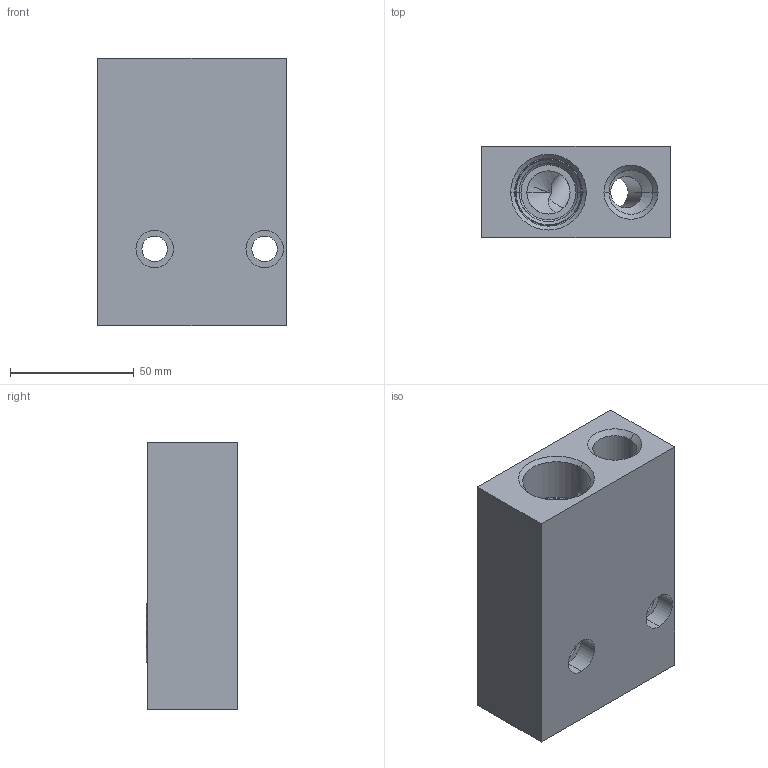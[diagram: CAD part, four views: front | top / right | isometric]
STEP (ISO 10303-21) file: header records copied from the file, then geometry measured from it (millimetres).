
FILE_DESCRIPTION((''),'2;1');
FILE_NAME('ZTF_ASM','2022-06-03T',('ProEService'),(''),'PRO/ENGINEER BY PARAMETRIC TECHNOLOGY CORPORATION, 2014200','PRO/ENGINEER BY PARAMETRIC TECHNOLOGY CORPORATION, 2014200','');
FILE_SCHEMA(('CONFIG_CONTROL_DESIGN'));
Length unit declared in the file: inch
Products named in the file (3): 150-780-001; 500-001-117; ZTF_ASM
Assembly tree (2 placements, depth 2):
  ZTF_ASM
    150-780-001
    500-001-117
Bounding box: 76.2 x 36.98 x 107.95 mm (x, y, z)
Volume: 227700.6 mm3; surface area: 46796.1 mm2
Topology: 2 solids, 2 shells, 92 faces, 444 edges, 443 vertices
Faces by surface type: cylinder 40, cone 26, plane 13, sphere 7, revolution 4, torus 2
Entity records: 5684 total; most frequent: CARTESIAN_POINT 2349, DIRECTION 658, ORIENTED_EDGE 460, VECTOR 284, LINE 284, EDGE_CURVE 230, TRIMMED_CURVE 208, AXIS2_PLACEMENT_3D 185
